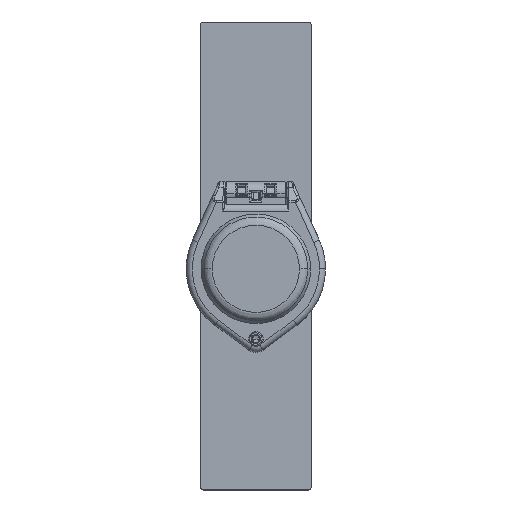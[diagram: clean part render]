
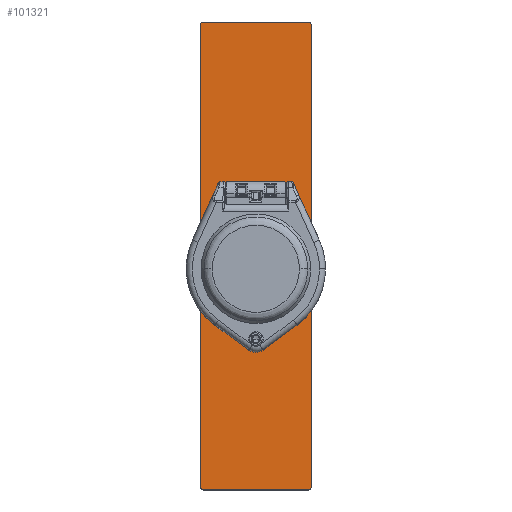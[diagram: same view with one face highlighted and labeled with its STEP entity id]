
A CAD part, top view. The second image highlights one B-rep face of the part: STEP entity #101321.
In plain terms, the highlighted planar face has unit normal (0, 0, 1).
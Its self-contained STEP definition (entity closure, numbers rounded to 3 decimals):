
#1134 = AXIS2_PLACEMENT_3D ( 'NONE', #493512, #490537, #310002 ) ;
#4303 = ORIENTED_EDGE ( 'NONE', *, *, #86520, .F. ) ;
#8854 = CARTESIAN_POINT ( 'NONE',  ( -104.718, 134.985, 1.524 ) ) ;
#8881 = EDGE_CURVE ( 'NONE', #334775, #319703, #296566, .T. ) ;
#11194 = CARTESIAN_POINT ( 'NONE',  ( -56.458, 134.985, 1.524 ) ) ;
#27110 = VECTOR ( 'NONE', #507706, 1000. ) ;
#41046 = VERTEX_POINT ( 'NONE', #459314 ) ;
#59916 = CARTESIAN_POINT ( 'NONE',  ( -103.512, 136.559, 1.524 ) ) ;
#75810 = ORIENTED_EDGE ( 'NONE', *, *, #178153, .T. ) ;
#79828 = DIRECTION ( 'NONE',  ( 0., -1., 0. ) ) ;
#86520 = EDGE_CURVE ( 'NONE', #533571, #214425, #154855, .T. ) ;
#87523 = VECTOR ( 'NONE', #115159, 1000. ) ;
#90388 = VECTOR ( 'NONE', #79828, 1000. ) ;
#90779 = CARTESIAN_POINT ( 'NONE',  ( -56.458, -65.067, 1.524 ) ) ;
#94697 = B_SPLINE_CURVE_WITH_KNOTS ( 'NONE', 3,
 ( #375810, #418037, #429875, #336602 ),
 .UNSPECIFIED., .F., .F.,
 ( 4, 4 ),
 ( 0., 1. ),
 .UNSPECIFIED. ) ;
#96651 = CARTESIAN_POINT ( 'NONE',  ( -56.458, 134.985, 1.524 ) ) ;
#101321 = ADVANCED_FACE ( 'NONE', ( #119542, #348119 ), #405108, .T. ) ;
#112528 = CARTESIAN_POINT ( 'NONE',  ( -56.458, 135.851, 1.524 ) ) ;
#115159 = DIRECTION ( 'NONE',  ( 1., 0., 0. ) ) ;
#116665 = B_SPLINE_CURVE_WITH_KNOTS ( 'NONE', 3,
 ( #566750, #112528, #244930, #389217 ),
 .UNSPECIFIED., .F., .F.,
 ( 4, 4 ),
 ( 0., 1. ),
 .UNSPECIFIED. ) ;
#119542 = FACE_OUTER_BOUND ( 'NONE', #376455, .T. ) ;
#132317 = EDGE_CURVE ( 'NONE', #214425, #533571, #530897, .T. ) ;
#154855 = CIRCLE ( 'NONE', #1134, 20.955 ) ;
#175112 = EDGE_LOOP ( 'NONE', ( #441039, #4303 ) ) ;
#178153 = EDGE_CURVE ( 'NONE', #569966, #351804, #280092, .T. ) ;
#186901 = DIRECTION ( 'NONE',  ( 0., 1., 0. ) ) ;
#195410 = EDGE_CURVE ( 'NONE', #351804, #311994, #116665, .T. ) ;
#202417 = CARTESIAN_POINT ( 'NONE',  ( -56.458, -65.067, 1.524 ) ) ;
#209279 = EDGE_CURVE ( 'NONE', #364674, #334775, #409117, .T. ) ;
#213607 = DIRECTION ( 'NONE',  ( 0., 0., 1. ) ) ;
#214425 = VERTEX_POINT ( 'NONE', #426241 ) ;
#230996 = LINE ( 'NONE', #414505, #27110 ) ;
#233318 = AXIS2_PLACEMENT_3D ( 'NONE', #499198, #213607, #547285 ) ;
#244930 = CARTESIAN_POINT ( 'NONE',  ( -57.001, 136.559, 1.524 ) ) ;
#249811 = CARTESIAN_POINT ( 'NONE',  ( -103.512, 136.559, 1.524 ) ) ;
#262353 = CARTESIAN_POINT ( 'NONE',  ( -57.665, -66.641, 1.524 ) ) ;
#266131 = ORIENTED_EDGE ( 'NONE', *, *, #209279, .T. ) ;
#280092 = LINE ( 'NONE', #96651, #462415 ) ;
#290936 = CARTESIAN_POINT ( 'NONE',  ( -57.665, 136.559, 1.524 ) ) ;
#296566 = LINE ( 'NONE', #573274, #90388 ) ;
#302996 = CARTESIAN_POINT ( 'NONE',  ( -104.718, -65.067, 1.524 ) ) ;
#305924 = DIRECTION ( 'NONE',  ( 0., 0., 1. ) ) ;
#310002 = DIRECTION ( 'NONE',  ( 1., 0., 0. ) ) ;
#311994 = VERTEX_POINT ( 'NONE', #290936 ) ;
#319703 = VERTEX_POINT ( 'NONE', #302996 ) ;
#331182 = CARTESIAN_POINT ( 'NONE',  ( -104.175, 136.559, 1.524 ) ) ;
#334775 = VERTEX_POINT ( 'NONE', #8854 ) ;
#336602 = CARTESIAN_POINT ( 'NONE',  ( -103.512, -66.641, 1.524 ) ) ;
#337807 = CARTESIAN_POINT ( 'NONE',  ( -56.458, -65.933, 1.524 ) ) ;
#341438 = EDGE_CURVE ( 'NONE', #319703, #361630, #94697, .T. ) ;
#348119 = FACE_BOUND ( 'NONE', #175112, .T. ) ;
#351804 = VERTEX_POINT ( 'NONE', #11194 ) ;
#355010 = B_SPLINE_CURVE_WITH_KNOTS ( 'NONE', 3,
 ( #476223, #388904, #337807, #202417 ),
 .UNSPECIFIED., .F., .F.,
 ( 4, 4 ),
 ( 0., 1. ),
 .UNSPECIFIED. ) ;
#361630 = VERTEX_POINT ( 'NONE', #590140 ) ;
#364674 = VERTEX_POINT ( 'NONE', #59916 ) ;
#369870 = ORIENTED_EDGE ( 'NONE', *, *, #8881, .T. ) ;
#375810 = CARTESIAN_POINT ( 'NONE',  ( -104.718, -65.067, 1.524 ) ) ;
#376455 = EDGE_LOOP ( 'NONE', ( #266131, #369870, #532579, #548105, #413331, #75810, #488804, #540411 ) ) ;
#381265 = EDGE_CURVE ( 'NONE', #41046, #569966, #355010, .T. ) ;
#382258 = CARTESIAN_POINT ( 'NONE',  ( -104.718, 134.985, 1.524 ) ) ;
#388904 = CARTESIAN_POINT ( 'NONE',  ( -57.001, -66.641, 1.524 ) ) ;
#389217 = CARTESIAN_POINT ( 'NONE',  ( -57.665, 136.559, 1.524 ) ) ;
#392849 = EDGE_CURVE ( 'NONE', #311994, #364674, #230996, .T. ) ;
#405108 = PLANE ( 'NONE',  #586299 ) ;
#409117 = B_SPLINE_CURVE_WITH_KNOTS ( 'NONE', 3,
 ( #249811, #331182, #514691, #382258 ),
 .UNSPECIFIED., .F., .F.,
 ( 4, 4 ),
 ( 0., 1. ),
 .UNSPECIFIED. ) ;
#413331 = ORIENTED_EDGE ( 'NONE', *, *, #381265, .T. ) ;
#414505 = CARTESIAN_POINT ( 'NONE',  ( -103.512, 136.559, 1.524 ) ) ;
#418037 = CARTESIAN_POINT ( 'NONE',  ( -104.718, -65.933, 1.524 ) ) ;
#426241 = CARTESIAN_POINT ( 'NONE',  ( -101.535, 29.32, 1.524 ) ) ;
#429875 = CARTESIAN_POINT ( 'NONE',  ( -104.175, -66.641, 1.524 ) ) ;
#439937 = LINE ( 'NONE', #262353, #87523 ) ;
#441039 = ORIENTED_EDGE ( 'NONE', *, *, #132317, .F. ) ;
#458328 = EDGE_CURVE ( 'NONE', #361630, #41046, #439937, .T. ) ;
#459314 = CARTESIAN_POINT ( 'NONE',  ( -57.665, -66.641, 1.524 ) ) ;
#462415 = VECTOR ( 'NONE', #186901, 1000. ) ;
#476223 = CARTESIAN_POINT ( 'NONE',  ( -57.665, -66.641, 1.524 ) ) ;
#486493 = CARTESIAN_POINT ( 'NONE',  ( -104.364, 136.097, 1.524 ) ) ;
#488804 = ORIENTED_EDGE ( 'NONE', *, *, #195410, .T. ) ;
#489431 = DIRECTION ( 'NONE',  ( 1., 0., 0. ) ) ;
#490537 = DIRECTION ( 'NONE',  ( 0., 0., 1. ) ) ;
#493512 = CARTESIAN_POINT ( 'NONE',  ( -80.58, 29.32, 1.524 ) ) ;
#499198 = CARTESIAN_POINT ( 'NONE',  ( -80.58, 29.32, 1.524 ) ) ;
#507706 = DIRECTION ( 'NONE',  ( -1., 0., 0. ) ) ;
#514691 = CARTESIAN_POINT ( 'NONE',  ( -104.718, 135.851, 1.524 ) ) ;
#517465 = CARTESIAN_POINT ( 'NONE',  ( -59.625, 29.32, 1.524 ) ) ;
#530897 = CIRCLE ( 'NONE', #233318, 20.955 ) ;
#532579 = ORIENTED_EDGE ( 'NONE', *, *, #341438, .T. ) ;
#533571 = VERTEX_POINT ( 'NONE', #517465 ) ;
#540411 = ORIENTED_EDGE ( 'NONE', *, *, #392849, .T. ) ;
#547285 = DIRECTION ( 'NONE',  ( 1., 0., 0. ) ) ;
#548105 = ORIENTED_EDGE ( 'NONE', *, *, #458328, .T. ) ;
#566750 = CARTESIAN_POINT ( 'NONE',  ( -56.458, 134.985, 1.524 ) ) ;
#569966 = VERTEX_POINT ( 'NONE', #90779 ) ;
#573274 = CARTESIAN_POINT ( 'NONE',  ( -104.718, -65.067, 1.524 ) ) ;
#586299 = AXIS2_PLACEMENT_3D ( 'NONE', #486493, #305924, #489431 ) ;
#590140 = CARTESIAN_POINT ( 'NONE',  ( -103.512, -66.641, 1.524 ) ) ;
